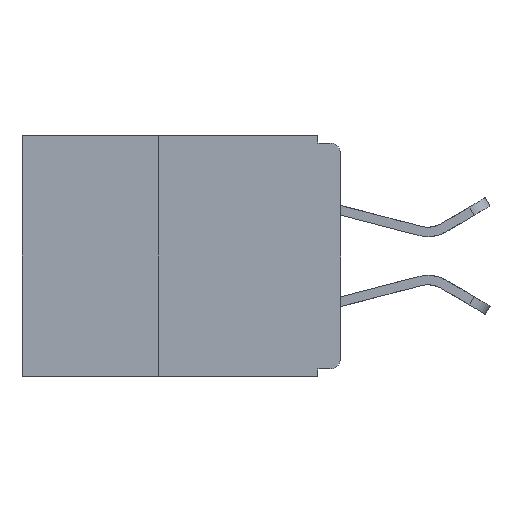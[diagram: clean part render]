
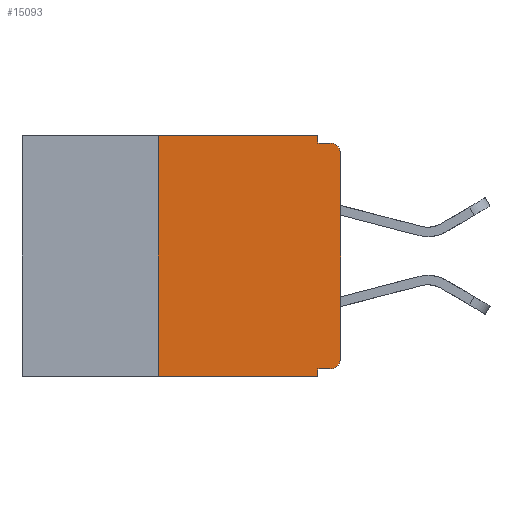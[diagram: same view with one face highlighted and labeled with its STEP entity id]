
A CAD part, left-side view. The second image highlights one B-rep face of the part: STEP entity #15093.
In plain terms, the highlighted planar face has unit normal (-1, 0, 0).
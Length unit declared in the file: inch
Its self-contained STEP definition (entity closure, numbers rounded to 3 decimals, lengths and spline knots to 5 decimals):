
#76 = CARTESIAN_POINT ( 'NONE',  ( 0., 0., -0.025 ) ) ;
#277 = ORIENTED_EDGE ( 'NONE', *, *, #8436, .T. ) ;
#481 = LINE ( 'NONE', #14958, #14472 ) ;
#727 = ORIENTED_EDGE ( 'NONE', *, *, #11677, .T. ) ;
#747 = ORIENTED_EDGE ( 'NONE', *, *, #16119, .F. ) ;
#1191 = CARTESIAN_POINT ( 'NONE',  ( 0., 0.031, -0.32 ) ) ;
#1554 = DIRECTION ( 'NONE',  ( -1., 0., 0. ) ) ;
#1817 = EDGE_LOOP ( 'NONE', ( #277, #727, #14074, #7503, #5494, #9276, #2695, #747, #9511, #15773 ) ) ;
#2197 = DIRECTION ( 'NONE',  ( 0., 0., 1. ) ) ;
#2218 = CARTESIAN_POINT ( 'NONE',  ( 0., 0., 0. ) ) ;
#2235 = LINE ( 'NONE', #2218, #9240 ) ;
#2517 = PLANE ( 'NONE',  #14068 ) ;
#2541 = VERTEX_POINT ( 'NONE', #11022 ) ;
#2695 = ORIENTED_EDGE ( 'NONE', *, *, #14789, .T. ) ;
#2925 = FACE_OUTER_BOUND ( 'NONE', #1817, .T. ) ;
#2929 = VERTEX_POINT ( 'NONE', #4137 ) ;
#2990 = VECTOR ( 'NONE', #16478, 39.37008 ) ;
#3012 = CARTESIAN_POINT ( 'NONE',  ( 0., 0.015, -0.305 ) ) ;
#3229 = CARTESIAN_POINT ( 'NONE',  ( 0., 0.437, -0.33 ) ) ;
#3235 = DIRECTION ( 'NONE',  ( 0., 1., 0. ) ) ;
#3293 = CARTESIAN_POINT ( 'NONE',  ( 0., 0., -0.32 ) ) ;
#3887 = VERTEX_POINT ( 'NONE', #76 ) ;
#4013 = EDGE_CURVE ( 'NONE', #11221, #5841, #11170, .T. ) ;
#4016 = VECTOR ( 'NONE', #4621, 39.37008 ) ;
#4137 = CARTESIAN_POINT ( 'NONE',  ( 0., 0.015, -0.01 ) ) ;
#4301 = VECTOR ( 'NONE', #5694, 39.37008 ) ;
#4404 = DIRECTION ( 'NONE',  ( 0., 0., -1. ) ) ;
#4621 = DIRECTION ( 'NONE',  ( 0., -1., 0. ) ) ;
#5007 = DIRECTION ( 'NONE',  ( 0., 0., 1. ) ) ;
#5494 = ORIENTED_EDGE ( 'NONE', *, *, #4013, .F. ) ;
#5694 = DIRECTION ( 'NONE',  ( 0., 0., -1. ) ) ;
#5841 = VERTEX_POINT ( 'NONE', #16288 ) ;
#5985 = VERTEX_POINT ( 'NONE', #13750 ) ;
#6725 = DIRECTION ( 'NONE',  ( 0., 0., -1. ) ) ;
#7371 = CARTESIAN_POINT ( 'NONE',  ( 0., 0.015, -0.32 ) ) ;
#7391 = VECTOR ( 'NONE', #16697, 39.37008 ) ;
#7503 = ORIENTED_EDGE ( 'NONE', *, *, #10136, .F. ) ;
#7549 = CARTESIAN_POINT ( 'NONE',  ( 0., 0.25, 0. ) ) ;
#7932 = AXIS2_PLACEMENT_3D ( 'NONE', #9955, #1554, #11393 ) ;
#8229 = CARTESIAN_POINT ( 'NONE',  ( 0., 0., -0.01 ) ) ;
#8409 = AXIS2_PLACEMENT_3D ( 'NONE', #3012, #12874, #4404 ) ;
#8436 = EDGE_CURVE ( 'NONE', #15575, #3887, #2235, .T. ) ;
#9240 = VECTOR ( 'NONE', #2197, 39.37008 ) ;
#9276 = ORIENTED_EDGE ( 'NONE', *, *, #12523, .F. ) ;
#9379 = VECTOR ( 'NONE', #5007, 39.37008 ) ;
#9431 = CARTESIAN_POINT ( 'NONE',  ( 0., 0., -0.305 ) ) ;
#9511 = ORIENTED_EDGE ( 'NONE', *, *, #11196, .F. ) ;
#9955 = CARTESIAN_POINT ( 'NONE',  ( 0., 0.015, -0.025 ) ) ;
#10136 = EDGE_CURVE ( 'NONE', #5841, #5985, #481, .T. ) ;
#10609 = CARTESIAN_POINT ( 'NONE',  ( 0., 0.25, -0.33 ) ) ;
#10621 = CARTESIAN_POINT ( 'NONE',  ( 0., 0.25, -0.33 ) ) ;
#10816 = DIRECTION ( 'NONE',  ( 0., 0., -1. ) ) ;
#10945 = CARTESIAN_POINT ( 'NONE',  ( 0., 0.437, 0. ) ) ;
#11022 = CARTESIAN_POINT ( 'NONE',  ( 0., 0.031, -0.33 ) ) ;
#11170 = LINE ( 'NONE', #16736, #7391 ) ;
#11196 = EDGE_CURVE ( 'NONE', #16242, #17226, #16289, .T. ) ;
#11221 = VERTEX_POINT ( 'NONE', #7549 ) ;
#11393 = DIRECTION ( 'NONE',  ( 0., 0., -1. ) ) ;
#11677 = EDGE_CURVE ( 'NONE', #3887, #2929, #17110, .T. ) ;
#12523 = EDGE_CURVE ( 'NONE', #13719, #11221, #13127, .T. ) ;
#12679 = EDGE_CURVE ( 'NONE', #5985, #2929, #13743, .T. ) ;
#12868 = EDGE_CURVE ( 'NONE', #16242, #15575, #14372, .T. ) ;
#12874 = DIRECTION ( 'NONE',  ( -1., 0., 0. ) ) ;
#13127 = LINE ( 'NONE', #10609, #9379 ) ;
#13719 = VERTEX_POINT ( 'NONE', #10621 ) ;
#13743 = LINE ( 'NONE', #8229, #2990 ) ;
#13750 = CARTESIAN_POINT ( 'NONE',  ( 0., 0.031, -0.01 ) ) ;
#14040 = CARTESIAN_POINT ( 'NONE',  ( 0., 0.031, -0.33 ) ) ;
#14068 = AXIS2_PLACEMENT_3D ( 'NONE', #10945, #15081, #6725 ) ;
#14074 = ORIENTED_EDGE ( 'NONE', *, *, #12679, .F. ) ;
#14372 = CIRCLE ( 'NONE', #8409, 0.015 ) ;
#14472 = VECTOR ( 'NONE', #10816, 39.37008 ) ;
#14789 = EDGE_CURVE ( 'NONE', #13719, #2541, #15584, .T. ) ;
#14958 = CARTESIAN_POINT ( 'NONE',  ( 0., 0.031, 0. ) ) ;
#15081 = DIRECTION ( 'NONE',  ( 1., 0., 0. ) ) ;
#15093 = ADVANCED_FACE ( 'NONE', ( #2925 ), #2517, .F. ) ;
#15450 = LINE ( 'NONE', #14040, #4301 ) ;
#15575 = VERTEX_POINT ( 'NONE', #9431 ) ;
#15584 = LINE ( 'NONE', #3229, #4016 ) ;
#15773 = ORIENTED_EDGE ( 'NONE', *, *, #12868, .T. ) ;
#15888 = VECTOR ( 'NONE', #3235, 39.37008 ) ;
#16119 = EDGE_CURVE ( 'NONE', #17226, #2541, #15450, .T. ) ;
#16242 = VERTEX_POINT ( 'NONE', #7371 ) ;
#16288 = CARTESIAN_POINT ( 'NONE',  ( 0., 0.031, 0. ) ) ;
#16289 = LINE ( 'NONE', #3293, #15888 ) ;
#16478 = DIRECTION ( 'NONE',  ( 0., -1., 0. ) ) ;
#16697 = DIRECTION ( 'NONE',  ( 0., -1., 0. ) ) ;
#16736 = CARTESIAN_POINT ( 'NONE',  ( 0., 0.437, 0. ) ) ;
#17110 = CIRCLE ( 'NONE', #7932, 0.015 ) ;
#17226 = VERTEX_POINT ( 'NONE', #1191 ) ;
